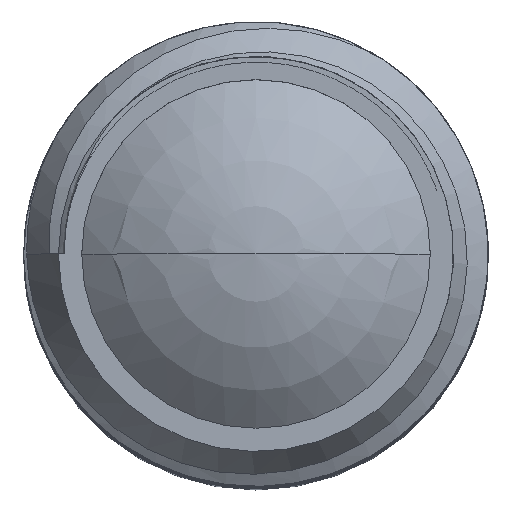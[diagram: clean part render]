
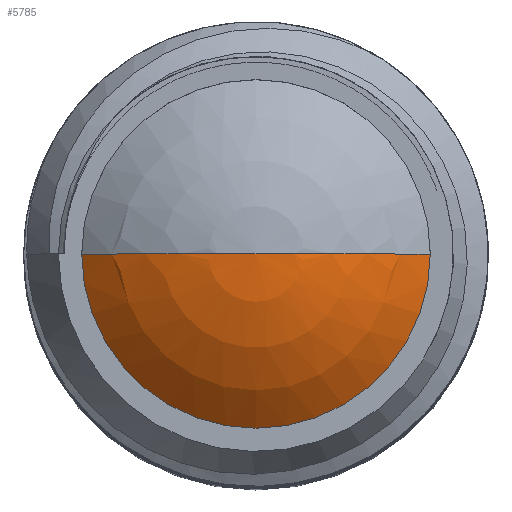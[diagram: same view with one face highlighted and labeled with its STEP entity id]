
A CAD part, top view. The second image highlights one B-rep face of the part: STEP entity #5785.
In plain terms, the highlighted spherical face has radius 2.175 mm.
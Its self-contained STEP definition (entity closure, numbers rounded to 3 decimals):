
#2592=CARTESIAN_POINT('',(0.,0.,15.925));
#2593=DIRECTION('',(0.,-1.,0.));
#2594=DIRECTION('',(0.,0.,1.));
#2595=AXIS2_PLACEMENT_3D('',#2592,#2593,#2594);
#2597=CARTESIAN_POINT('',(0.,0.,15.925));
#2598=DIRECTION('',(0.,1.,0.));
#2599=DIRECTION('',(0.,0.,1.));
#2600=AXIS2_PLACEMENT_3D('',#2597,#2598,#2599);
#2602=CARTESIAN_POINT('',(0.,0.,17.5));
#2603=DIRECTION('',(0.,0.,1.));
#2604=DIRECTION('',(-1.,0.,0.));
#2605=AXIS2_PLACEMENT_3D('',#2602,#2603,#2604);
#3106=CARTESIAN_POINT('',(1.5,0.,17.5));
#3107=CARTESIAN_POINT('',(-1.5,0.,17.5));
#3108=VERTEX_POINT('',#3106);
#3109=VERTEX_POINT('',#3107);
#3110=CARTESIAN_POINT('',(0.,0.,18.1));
#3111=VERTEX_POINT('',#3110);
#5774=CARTESIAN_POINT('',(0.,0.,15.925));
#5775=DIRECTION('',(0.,0.,1.));
#5776=DIRECTION('',(-1.,0.,0.));
#5777=AXIS2_PLACEMENT_3D('',#5774,#5775,#5776);
#5778=SPHERICAL_SURFACE('',#5777,2.175);
#5780=ORIENTED_EDGE('',*,*,#5779,.F.);
#5781=ORIENTED_EDGE('',*,*,#5769,.F.);
#5782=ORIENTED_EDGE('',*,*,#5767,.T.);
#5783=EDGE_LOOP('',(#5780,#5781,#5782));
#5784=FACE_OUTER_BOUND('',#5783,.F.);
#2596=CIRCLE('',#2595,2.175);
#2601=CIRCLE('',#2600,2.175);
#2606=CIRCLE('',#2605,1.5);
#5767=EDGE_CURVE('',#3111,#3108,#2601,.T.);
#5769=EDGE_CURVE('',#3111,#3109,#2596,.T.);
#5779=EDGE_CURVE('',#3109,#3108,#2606,.T.);
#5785=ADVANCED_FACE('',(#5784),#5778,.T.);
